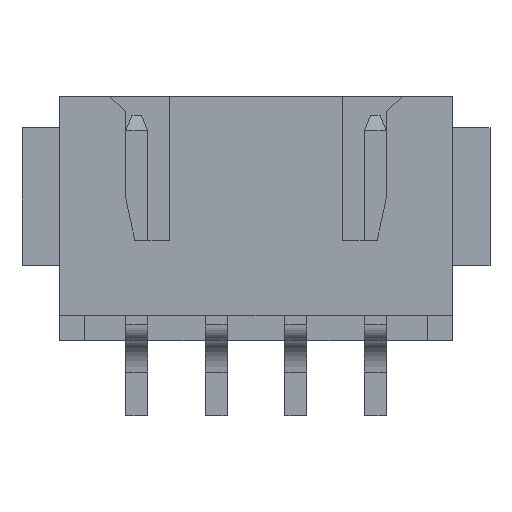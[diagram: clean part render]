
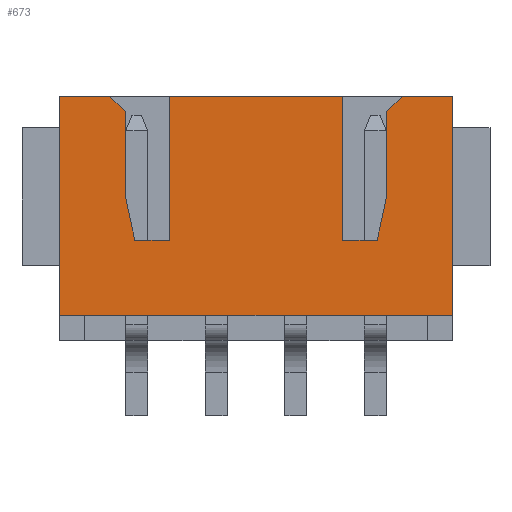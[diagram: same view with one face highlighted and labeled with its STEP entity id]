
A CAD part, top view. The second image highlights one B-rep face of the part: STEP entity #673.
In plain terms, the highlighted planar face has unit normal (0, 0, 1).
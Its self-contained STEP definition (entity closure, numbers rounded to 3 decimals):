
#673=ADVANCED_FACE('',(#972),#827,.T.);
#827=PLANE('',#3652);
#972=FACE_OUTER_BOUND('',#1129,.T.);
#1129=EDGE_LOOP('',(#1517,#1518,#1519,#1520,#1521,#1522,#1523,#1524,#1525,
#1526,#1527,#1528,#1529,#1530,#1531,#1532));
#1517=ORIENTED_EDGE('',*,*,#2579,.F.);
#1518=ORIENTED_EDGE('',*,*,#2580,.T.);
#1519=ORIENTED_EDGE('',*,*,#2538,.T.);
#1520=ORIENTED_EDGE('',*,*,#2380,.T.);
#1521=ORIENTED_EDGE('',*,*,#2581,.F.);
#1522=ORIENTED_EDGE('',*,*,#2582,.F.);
#1523=ORIENTED_EDGE('',*,*,#2583,.F.);
#1524=ORIENTED_EDGE('',*,*,#2584,.T.);
#1525=ORIENTED_EDGE('',*,*,#2585,.T.);
#1526=ORIENTED_EDGE('',*,*,#2586,.T.);
#1527=ORIENTED_EDGE('',*,*,#2477,.F.);
#1528=ORIENTED_EDGE('',*,*,#2564,.T.);
#1529=ORIENTED_EDGE('',*,*,#2568,.T.);
#1530=ORIENTED_EDGE('',*,*,#2587,.T.);
#1531=ORIENTED_EDGE('',*,*,#2588,.F.);
#1532=ORIENTED_EDGE('',*,*,#2589,.F.);
#2105=VERTEX_POINT('',#4534);
#2107=VERTEX_POINT('',#4537);
#2193=VERTEX_POINT('',#4730);
#2194=VERTEX_POINT('',#4731);
#2233=VERTEX_POINT('',#4841);
#2254=VERTEX_POINT('',#4889);
#2256=VERTEX_POINT('',#4896);
#2264=VERTEX_POINT('',#4919);
#2265=VERTEX_POINT('',#4920);
#2266=VERTEX_POINT('',#4923);
#2267=VERTEX_POINT('',#4925);
#2268=VERTEX_POINT('',#4927);
#2269=VERTEX_POINT('',#4929);
#2270=VERTEX_POINT('',#4931);
#2271=VERTEX_POINT('',#4934);
#2272=VERTEX_POINT('',#4936);
#2380=EDGE_CURVE('',#2107,#2105,#2802,.T.);
#2477=EDGE_CURVE('',#2193,#2194,#2887,.T.);
#2538=EDGE_CURVE('',#2233,#2107,#2948,.T.);
#2564=EDGE_CURVE('',#2193,#2254,#2974,.T.);
#2568=EDGE_CURVE('',#2254,#2256,#2978,.T.);
#2579=EDGE_CURVE('',#2264,#2265,#2989,.T.);
#2580=EDGE_CURVE('',#2264,#2233,#2990,.T.);
#2581=EDGE_CURVE('',#2266,#2105,#2991,.T.);
#2582=EDGE_CURVE('',#2267,#2266,#2992,.T.);
#2583=EDGE_CURVE('',#2268,#2267,#2993,.T.);
#2584=EDGE_CURVE('',#2268,#2269,#2994,.T.);
#2585=EDGE_CURVE('',#2269,#2270,#2995,.T.);
#2586=EDGE_CURVE('',#2270,#2194,#2996,.T.);
#2587=EDGE_CURVE('',#2256,#2271,#2997,.T.);
#2588=EDGE_CURVE('',#2272,#2271,#2998,.T.);
#2589=EDGE_CURVE('',#2265,#2272,#2999,.T.);
#2802=LINE('',#4536,#3208);
#2887=LINE('',#4729,#3293);
#2948=LINE('',#4840,#3354);
#2974=LINE('',#4890,#3380);
#2978=LINE('',#4897,#3384);
#2989=LINE('',#4918,#3395);
#2990=LINE('',#4921,#3396);
#2991=LINE('',#4922,#3397);
#2992=LINE('',#4924,#3398);
#2993=LINE('',#4926,#3399);
#2994=LINE('',#4928,#3400);
#2995=LINE('',#4930,#3401);
#2996=LINE('',#4932,#3402);
#2997=LINE('',#4933,#3403);
#2998=LINE('',#4935,#3404);
#2999=LINE('',#4937,#3405);
#3208=VECTOR('',#3787,1.);
#3293=VECTOR('',#3916,1.);
#3354=VECTOR('',#3997,1.);
#3380=VECTOR('',#4027,1.);
#3384=VECTOR('',#4033,1.);
#3395=VECTOR('',#4050,1.);
#3396=VECTOR('',#4051,1.);
#3397=VECTOR('',#4052,1.);
#3398=VECTOR('',#4053,1.);
#3399=VECTOR('',#4054,1.);
#3400=VECTOR('',#4055,1.);
#3401=VECTOR('',#4056,1.);
#3402=VECTOR('',#4057,1.);
#3403=VECTOR('',#4058,1.);
#3404=VECTOR('',#4059,1.);
#3405=VECTOR('',#4060,1.);
#3652=AXIS2_PLACEMENT_3D('',#4938,#4061,#4062);
#3787=DIRECTION('',(0.,-1.,0.));
#3916=DIRECTION('',(-1.,0.,0.));
#3997=DIRECTION('',(-1.,0.,0.));
#4027=DIRECTION('',(0.,1.,0.));
#4033=DIRECTION('',(-1.,0.,0.));
#4050=DIRECTION('',(1.,0.,0.));
#4051=DIRECTION('',(0.,1.,0.));
#4052=DIRECTION('',(1.,0.,0.));
#4053=DIRECTION('',(0.21,-0.978,0.));
#4054=DIRECTION('',(0.,-1.,0.));
#4055=DIRECTION('',(-0.707,0.707,0.));
#4056=DIRECTION('',(-1.,0.,0.));
#4057=DIRECTION('',(0.,-1.,0.));
#4058=DIRECTION('',(-0.707,-0.707,0.));
#4059=DIRECTION('',(0.,1.,0.));
#4060=DIRECTION('',(0.21,0.978,0.));
#4061=DIRECTION('',(0.,0.,1.));
#4062=DIRECTION('',(-1.,0.,0.));
#4534=CARTESIAN_POINT('',(-4.04,3.2,6.));
#4536=CARTESIAN_POINT('',(-4.04,0.,6.));
#4537=CARTESIAN_POINT('',(-4.04,7.8,6.));
#4729=CARTESIAN_POINT('',(5.,0.8,6.));
#4730=CARTESIAN_POINT('',(5.,0.8,6.));
#4731=CARTESIAN_POINT('',(-7.54,0.8,6.));
#4840=CARTESIAN_POINT('',(5.,7.8,6.));
#4841=CARTESIAN_POINT('',(1.5,7.8,6.));
#4889=CARTESIAN_POINT('',(5.,7.8,6.));
#4890=CARTESIAN_POINT('',(5.,0.,6.));
#4896=CARTESIAN_POINT('',(3.4,7.8,6.));
#4897=CARTESIAN_POINT('',(5.,7.8,6.));
#4918=CARTESIAN_POINT('',(1.5,3.2,6.));
#4919=CARTESIAN_POINT('',(1.5,3.2,6.));
#4920=CARTESIAN_POINT('',(2.6,3.2,6.));
#4921=CARTESIAN_POINT('',(1.5,0.,6.));
#4922=CARTESIAN_POINT('',(-4.04,3.2,6.));
#4923=CARTESIAN_POINT('',(-5.14,3.2,6.));
#4924=CARTESIAN_POINT('',(-5.14,3.2,6.));
#4925=CARTESIAN_POINT('',(-5.44,4.6,6.));
#4926=CARTESIAN_POINT('',(-5.44,4.6,6.));
#4927=CARTESIAN_POINT('',(-5.44,7.3,6.));
#4928=CARTESIAN_POINT('',(-0.34,2.2,6.));
#4929=CARTESIAN_POINT('',(-5.94,7.8,6.));
#4930=CARTESIAN_POINT('',(-7.54,7.8,6.));
#4931=CARTESIAN_POINT('',(-7.54,7.8,6.));
#4932=CARTESIAN_POINT('',(-7.54,0.,6.));
#4933=CARTESIAN_POINT('',(-2.2,2.2,6.));
#4934=CARTESIAN_POINT('',(2.9,7.3,6.));
#4935=CARTESIAN_POINT('',(2.9,4.6,6.));
#4936=CARTESIAN_POINT('',(2.9,4.6,6.));
#4937=CARTESIAN_POINT('',(2.6,3.2,6.));
#4938=CARTESIAN_POINT('',(0.,0.,6.));
